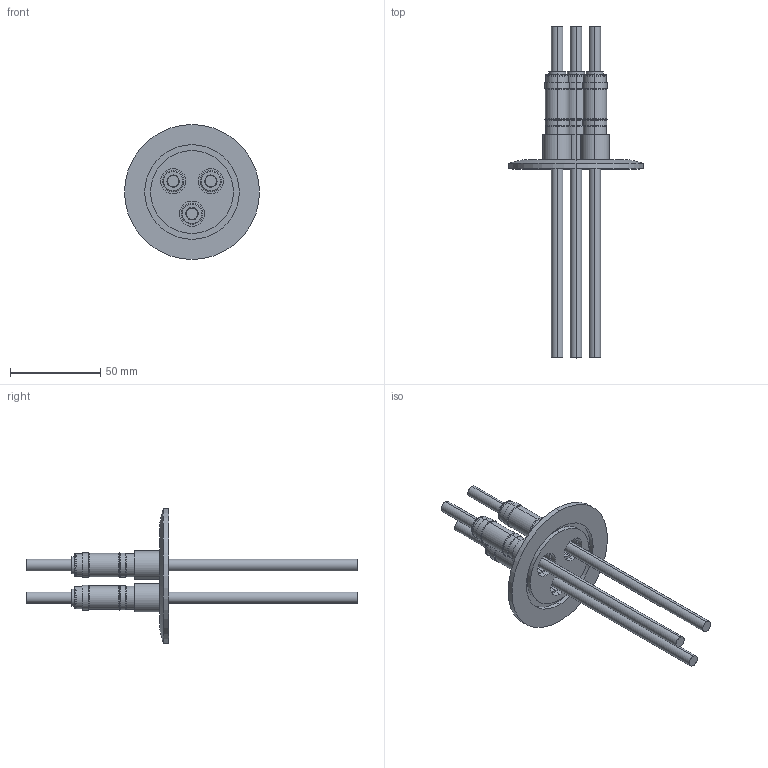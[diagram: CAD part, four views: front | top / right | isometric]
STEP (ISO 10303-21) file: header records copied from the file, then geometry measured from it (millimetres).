
FILE_DESCRIPTION (( 'STEP AP203' ), '1' );
FILE_NAME ('A0115-7-QF.STEP', '2013-09-18T12:28:25', ( '' ), ( '' ), 'SwSTEP 2.0', 'SolidWorks 2012', '' );
FILE_SCHEMA (( 'CONFIG_CONTROL_DESIGN' ));
Length unit declared in the file: inch
Products named in the file (1): A0115-7-QF
Bounding box: 74.93 x 184.15 x 74.93 mm (x, y, z)
Volume: 48781.9 mm3; surface area: 35744.1 mm2
Topology: 1 solids, 1 shells, 219 faces, 466 edges, 302 vertices
Faces by surface type: cylinder 120, plane 55, cone 26, bspline 18
Entity records: 6761 total; most frequent: CARTESIAN_POINT 1732, DIRECTION 1166, ORIENTED_EDGE 932, AXIS2_PLACEMENT_3D 510, EDGE_CURVE 466, CIRCLE 308, VERTEX_POINT 302, EDGE_LOOP 272
